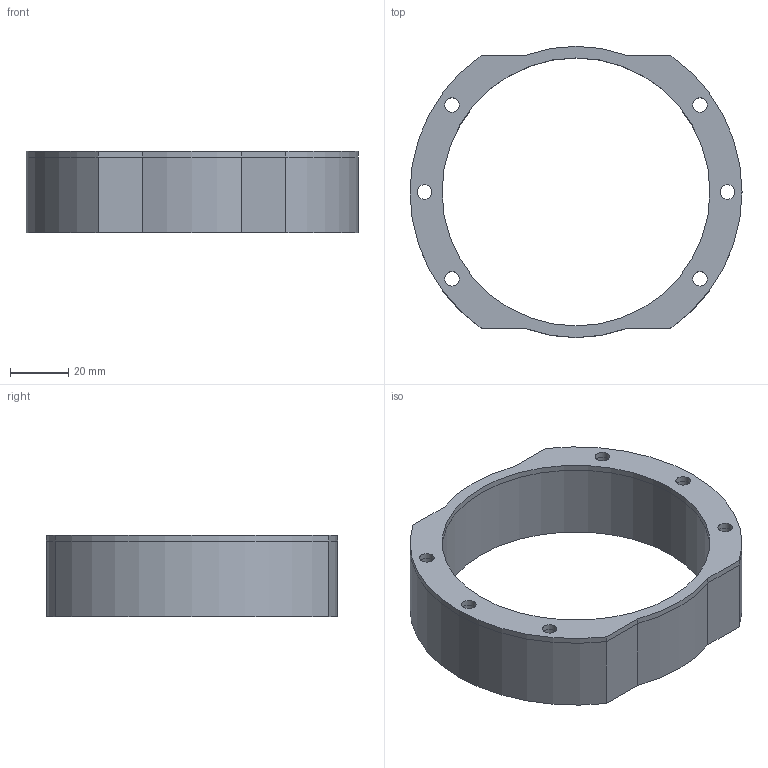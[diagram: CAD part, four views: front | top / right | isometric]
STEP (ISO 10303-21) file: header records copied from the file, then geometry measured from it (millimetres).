
FILE_DESCRIPTION(/* description */ (''),/* implementation_level */ '2;1');
FILE_NAME(/* name */ 'spacor cover cycloid v2.step',/* time_stamp */ '2024-05-28T16:35:48+02:00',/* author */ (''),/* organization */ (''),/* preprocessor_version */ 'ST-DEVELOPER v20',/* originating_system */ 'Autodesk Translation Framework v13.14.0.145',/* authorisation */ '');
FILE_SCHEMA (('AUTOMOTIVE_DESIGN { 1 0 10303 214 3 1 1 }'));
Length unit declared in the file: millimetre
Products named in the file (3): spacor cover cycloid; cycloid_cover; spacor
Assembly tree (2 placements, depth 2):
  spacor cover cycloid
    cycloid_cover
    spacor
Bounding box: 114 x 100 x 28 mm (x, y, z)
Volume: 75673.7 mm3; surface area: 31382.1 mm2
Topology: 2 solids, 2 shells, 34 faces, 90 edges, 60 vertices
Faces by surface type: cylinder 22, plane 12
Full cylindrical faces by diameter (mm): 5 x12, 92 x2
Entity records: 1229 total; most frequent: DIRECTION 212, CARTESIAN_POINT 189, ORIENTED_EDGE 180, EDGE_CURVE 90, AXIS2_PLACEMENT_3D 83, EDGE_LOOP 62, VERTEX_POINT 60, LINE 46
